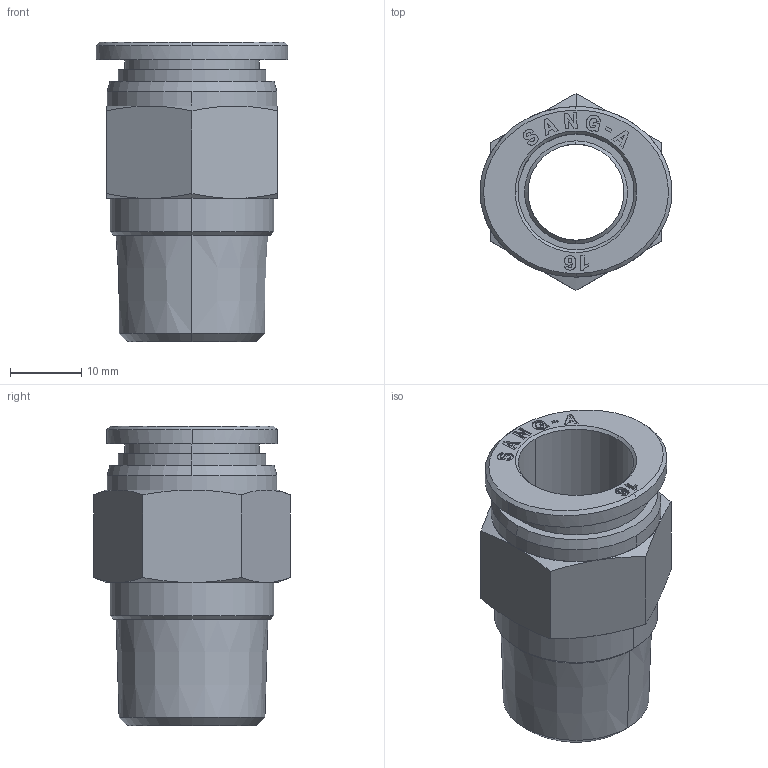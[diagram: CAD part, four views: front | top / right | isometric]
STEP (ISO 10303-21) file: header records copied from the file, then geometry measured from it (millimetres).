
FILE_DESCRIPTION (( 'STEP AP214' ), '1' );
FILE_NAME ('PC16-04.STEP', '2018-09-10T09:12:53', ( '' ), ( '' ), 'SwSTEP 2.0', 'SolidWorks 2018', '' );
FILE_SCHEMA (( 'AUTOMOTIVE_DESIGN' ));
Length unit declared in the file: millimetre
Products named in the file (1): PC16-04
Bounding box: 27 x 27.71 x 42.2 mm (x, y, z)
Surface area: 5738.8 mm2 (no closed solid volume)
Topology: 0 solids, 2 shells, 252 faces, 730 edges, 480 vertices
Faces by surface type: plane 176, bspline 29, cone 26, cylinder 21
Entity records: 12007 total; most frequent: CARTESIAN_POINT 2894, ORIENTED_EDGE 1388, DIRECTION 1158, EDGE_CURVE 730, VECTOR 562, LINE 562, VERTEX_POINT 480, AXIS2_PLACEMENT_3D 298
